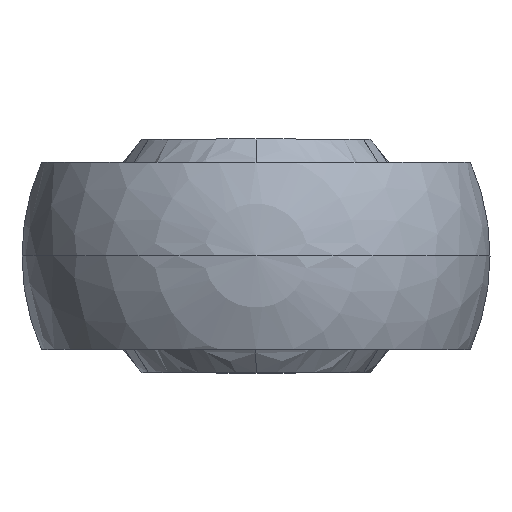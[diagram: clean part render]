
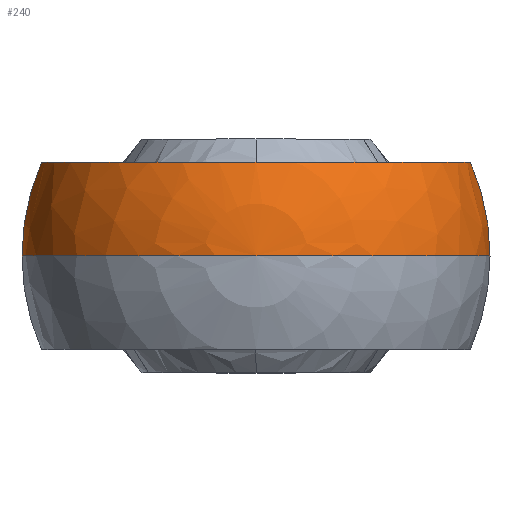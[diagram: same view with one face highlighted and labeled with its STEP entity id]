
A CAD part, top view. The second image highlights one B-rep face of the part: STEP entity #240.
In plain terms, the highlighted spherical face has radius 7.938 mm.
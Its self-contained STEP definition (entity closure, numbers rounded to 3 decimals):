
#193=CARTESIAN_POINT('POINT13',(0.,
   0.,39.688));
#194=VERTEX_POINT('VERTEX13',#193);
#195=CARTESIAN_POINT('POINT14',(-7.937,
   0.,31.75));
#196=VERTEX_POINT('VERTEX14',#195);
#197=CARTESIAN_POINT('POS20',(0.,
   0.,31.75));
#198=DIRECTION('DIR31',(0.,-1.,0.));
#199=DIRECTION('DIR32',(0.,0.,1.));
#200=AXIS2_PLACEMENT_3D('AXIS12',#197,#198,#199);
#201=CIRCLE('ELLIPSE7',#200,7.938);
#202=EDGE_CURVE('EDGE21',#194,#196,#201,.T.);
#203=ORIENTED_EDGE('COEDGE35',*,*,#202,.F.);
#204=CARTESIAN_POINT('POINT15',(7.937,
   0.,31.75));
#205=VERTEX_POINT('VERTEX15',#204);
#206=CARTESIAN_POINT('POS21',(0.,
   0.,31.75));
#207=DIRECTION('DIR33',(0.,-1.,0.));
#208=DIRECTION('DIR34',(0.,0.,1.));
#209=AXIS2_PLACEMENT_3D('AXIS13',#206,#207,#208);
#210=CIRCLE('ELLIPSE8',#209,7.938);
#211=EDGE_CURVE('EDGE22',#205,#194,#210,.T.);
#212=ORIENTED_EDGE('COEDGE36',*,*,#211,.F.);
#213=CARTESIAN_POINT('POINT16',(7.275,3.175,
   31.75));
#214=VERTEX_POINT('VERTEX16',#213);
#215=CARTESIAN_POINT('POS22',(0.,0.,31.75));
#216=DIRECTION('DIR35',(0.,0.,-1.));
#217=DIRECTION('DIR36',(1.,0.,0.));
#218=AXIS2_PLACEMENT_3D('AXIS14',#215,#216,#217);
#219=CIRCLE('ELLIPSE9',#218,7.937);
#220=EDGE_CURVE('EDGE23',#214,#205,#219,.T.);
#221=ORIENTED_EDGE('COEDGE37',*,*,#220,.F.);
#222=CARTESIAN_POINT('POINT17',(-7.275,3.175,
   31.75));
#223=VERTEX_POINT('VERTEX17',#222);
#224=CARTESIAN_POINT('POS23',(0.,3.175,
   31.75));
#225=DIRECTION('DIR37',(0.,-1.,0.));
#226=DIRECTION('DIR38',(0.,0.,1.));
#227=AXIS2_PLACEMENT_3D('AXIS15',#224,#225,#226);
#228=CIRCLE('ELLIPSE10',#227,7.275);
#229=EDGE_CURVE('EDGE24',#214,#223,#228,.T.);
#230=ORIENTED_EDGE('COEDGE38',*,*,#229,.T.);
#231=EDGE_CURVE('EDGE25',#196,#223,#219,.T.);
#232=ORIENTED_EDGE('COEDGE39',*,*,#231,.F.);
#233=EDGE_LOOP('NONE',(#203,#212,#221,#230,#232));
#234=FACE_BOUND('LOOP1',#233,.T.);
#235=CARTESIAN_POINT('POS24',(0.,
   0.,31.75));
#236=DIRECTION('DIR39',(0.,0.,1.));
#237=DIRECTION('DIR40',(1.,0.,0.));
#238=AXIS2_PLACEMENT_3D('AXIS16',#235,#236,#237);
#239=SPHERICAL_SURFACE('SPHERE_SURF1',#238,7.938);
#240=ADVANCED_FACE('FACE10',(#234),#239,.T.);
